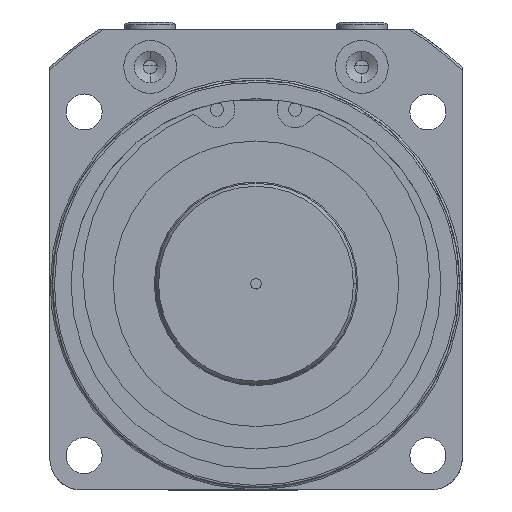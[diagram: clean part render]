
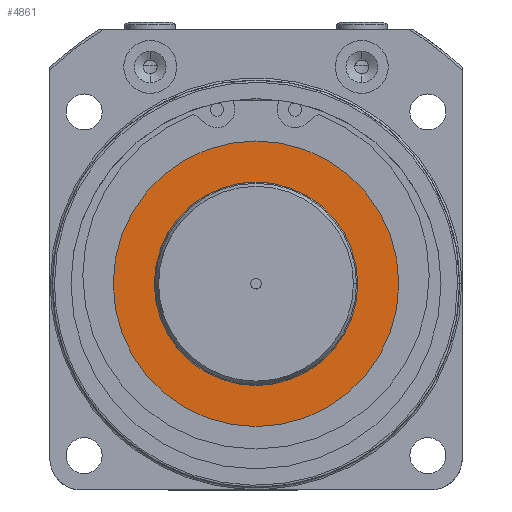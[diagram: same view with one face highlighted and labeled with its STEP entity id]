
A CAD part, front view. The second image highlights one B-rep face of the part: STEP entity #4861.
In plain terms, the highlighted planar face has unit normal (0, -1, 0).
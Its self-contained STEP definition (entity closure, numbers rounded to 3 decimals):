
#159 = EDGE_LOOP ( 'NONE', ( #10634, #10803 ) ) ;
#869 = AXIS2_PLACEMENT_3D ( 'NONE', #9938, #9933, #9932 ) ;
#1044 = AXIS2_PLACEMENT_3D ( 'NONE', #13840, #13921, #13837 ) ;
#1113 = AXIS2_PLACEMENT_3D ( 'NONE', #2139, #2140, #2141 ) ;
#2139 = CARTESIAN_POINT ( 'NONE',  ( 0., -123.2, 0. ) ) ;
#2140 = DIRECTION ( 'NONE',  ( 0., 1., 0. ) ) ;
#2141 = DIRECTION ( 'NONE',  ( 1., 0., 0. ) ) ;
#3614 = CARTESIAN_POINT ( 'NONE',  ( 27., -123.2, 0. ) ) ;
#3615 = CARTESIAN_POINT ( 'NONE',  ( -27., -123.2, 0. ) ) ;
#4861 = ADVANCED_FACE ( 'NONE', ( #13077 ), #9935, .T. ) ;
#6333 = EDGE_CURVE ( 'NONE', #8484, #8483, #7718, .T. ) ;
#6636 = EDGE_CURVE ( 'NONE', #8483, #8484, #8222, .T. ) ;
#7718 = CIRCLE ( 'NONE', #1044, 27. ) ;
#8222 = CIRCLE ( 'NONE', #1113, 27. ) ;
#8483 = VERTEX_POINT ( 'NONE', #3614 ) ;
#8484 = VERTEX_POINT ( 'NONE', #3615 ) ;
#9932 = DIRECTION ( 'NONE',  ( 1., 0., 0. ) ) ;
#9933 = DIRECTION ( 'NONE',  ( 0., -1., 0. ) ) ;
#9935 = PLANE ( 'NONE',  #869 ) ;
#9938 = CARTESIAN_POINT ( 'NONE',  ( 0., -123.2, 0. ) ) ;
#10634 = ORIENTED_EDGE ( 'NONE', *, *, #6636, .F. ) ;
#10803 = ORIENTED_EDGE ( 'NONE', *, *, #6333, .F. ) ;
#13077 = FACE_OUTER_BOUND ( 'NONE', #159, .T. ) ;
#13837 = DIRECTION ( 'NONE',  ( 1., 0., 0. ) ) ;
#13840 = CARTESIAN_POINT ( 'NONE',  ( 0., -123.2, 0. ) ) ;
#13921 = DIRECTION ( 'NONE',  ( 0., 1., 0. ) ) ;
